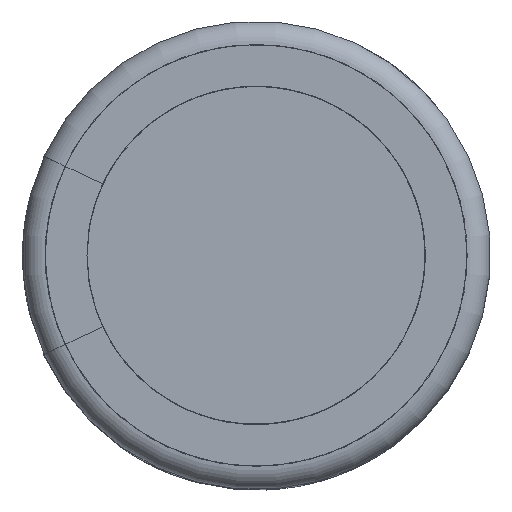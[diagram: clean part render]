
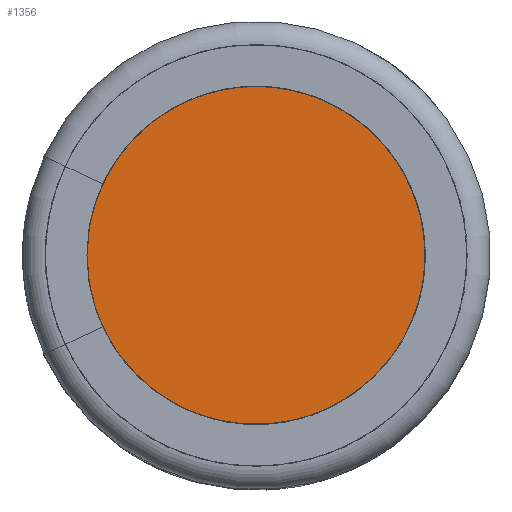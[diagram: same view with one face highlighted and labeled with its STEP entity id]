
A CAD part, top view. The second image highlights one B-rep face of the part: STEP entity #1356.
In plain terms, the highlighted planar face has unit normal (0, 0, 1).
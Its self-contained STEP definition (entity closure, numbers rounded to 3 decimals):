
#1356 = ADVANCED_FACE( '', ( #2889 ), #2890, .T. );
#2889 = FACE_OUTER_BOUND( '', #7698, .T. );
#2890 = PLANE( '', #7699 );
#7698 = EDGE_LOOP( '', ( #11935 ) );
#7699 = AXIS2_PLACEMENT_3D( '', #11936, #11937, #11938 );
#11935 = ORIENTED_EDGE( '', *, *, #13049, .F. );
#11936 = CARTESIAN_POINT( '', ( -3.604, 0., 6.78 ) );
#11937 = DIRECTION( '', ( 0., 0., 1. ) );
#11938 = DIRECTION( '', ( 1., 0., 0. ) );
#13049 = EDGE_CURVE( '', #15102, #15102, #15103, .T. );
#15102 = VERTEX_POINT( '', #18543 );
#15103 = CIRCLE( '', #18544, 3.604 );
#18543 = CARTESIAN_POINT( '', ( -3.604, 0., 6.78 ) );
#18544 = AXIS2_PLACEMENT_3D( '', #24026, #24027, #24028 );
#24026 = CARTESIAN_POINT( '', ( 0., 0., 6.78 ) );
#24027 = DIRECTION( '', ( 0., 0., -1. ) );
#24028 = DIRECTION( '', ( -1., 0., 0. ) );
